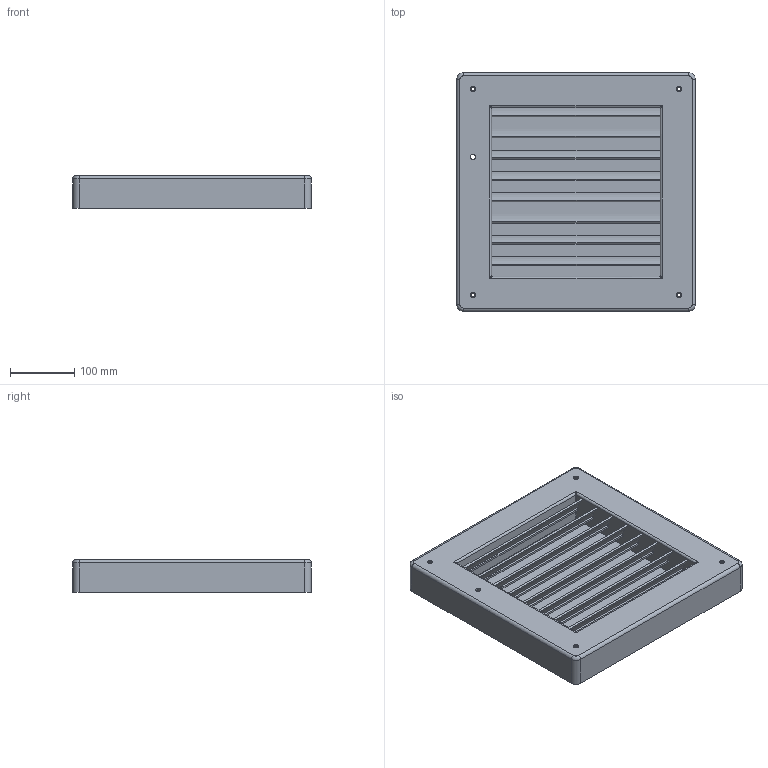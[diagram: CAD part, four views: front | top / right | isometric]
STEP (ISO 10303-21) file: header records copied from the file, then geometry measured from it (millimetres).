
FILE_DESCRIPTION (( 'STEP AP214' ), '1' );
FILE_NAME ('MK 25.STEP', '2017-03-07T16:04:49', ( 'CADnetwork' ), ( '' ), 'SwSTEP 2.0', 'SolidWorks 2012', '' );
FILE_SCHEMA (( 'AUTOMOTIVE_DESIGN' ));
Length unit declared in the file: millimetre
Products named in the file (1): MK 25
Bounding box: 370 x 370 x 50.5 mm (x, y, z)
Volume: 987748.1 mm3; surface area: 756716.3 mm2
Topology: 1 solids, 1 shells, 137 faces, 370 edges, 232 vertices
Faces by surface type: cylinder 80, plane 37, torus 16, bspline 4
Entity records: 4622 total; most frequent: CARTESIAN_POINT 992, DIRECTION 798, ORIENTED_EDGE 732, EDGE_CURVE 366, AXIS2_PLACEMENT_3D 310, VERTEX_POINT 232, VECTOR 178, LINE 178
